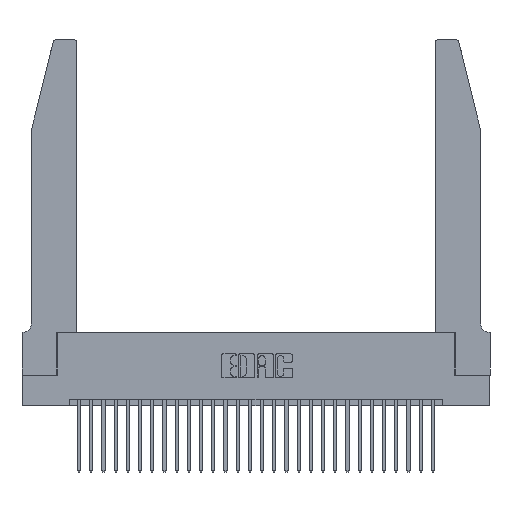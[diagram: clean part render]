
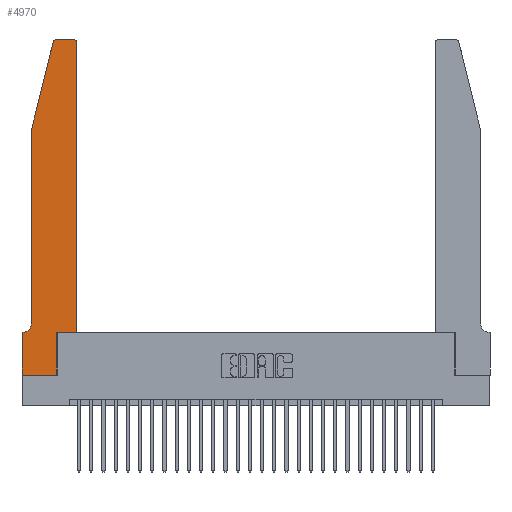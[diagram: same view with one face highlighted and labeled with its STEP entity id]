
A CAD part, top view. The second image highlights one B-rep face of the part: STEP entity #4970.
In plain terms, the highlighted planar face has unit normal (0, 0, 1).
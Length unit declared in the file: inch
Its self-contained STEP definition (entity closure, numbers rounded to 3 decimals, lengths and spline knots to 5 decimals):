
#28 = CARTESIAN_POINT ( 'NONE',  ( 0.2865, 0., 0.37 ) ) ;
#256 = DIRECTION ( 'NONE',  ( 0., 1., 0. ) ) ;
#460 = ORIENTED_EDGE ( 'NONE', *, *, #1143, .T. ) ;
#713 = CIRCLE ( 'NONE', #4664, 0.07 ) ;
#1110 = EDGE_LOOP ( 'NONE', ( #5912, #17576, #24333, #11037, #23580, #460, #17864, #28764, #7105, #19328, #12515, #18641 ) ) ;
#1143 = EDGE_CURVE ( 'NONE', #18305, #20130, #9497, .T. ) ;
#1778 = CARTESIAN_POINT ( 'NONE',  ( 0.4505, 2.72, 0.37 ) ) ;
#1920 = EDGE_CURVE ( 'NONE', #13916, #2694, #16674, .T. ) ;
#2694 = VERTEX_POINT ( 'NONE', #26504 ) ;
#2888 = VECTOR ( 'NONE', #15226, 39.37008 ) ;
#3394 = EDGE_CURVE ( 'NONE', #28575, #13916, #3899, .T. ) ;
#3635 = VERTEX_POINT ( 'NONE', #1778 ) ;
#3738 = VERTEX_POINT ( 'NONE', #28 ) ;
#3899 = CIRCLE ( 'NONE', #14245, 0.03 ) ;
#3933 = DIRECTION ( 'NONE',  ( -0.239, -0.971, 0. ) ) ;
#4189 = EDGE_CURVE ( 'NONE', #29355, #6422, #16827, .T. ) ;
#4353 = VERTEX_POINT ( 'NONE', #27182 ) ;
#4664 = AXIS2_PLACEMENT_3D ( 'NONE', #22345, #22148, #8300 ) ;
#4970 = ADVANCED_FACE ( 'NONE', ( #6681 ), #23372, .T. ) ;
#5287 = DIRECTION ( 'NONE',  ( 1., 0., 0. ) ) ;
#5570 = EDGE_CURVE ( 'NONE', #3738, #29355, #17521, .T. ) ;
#5912 = ORIENTED_EDGE ( 'NONE', *, *, #27984, .T. ) ;
#6422 = VERTEX_POINT ( 'NONE', #27164 ) ;
#6681 = FACE_OUTER_BOUND ( 'NONE', #1110, .T. ) ;
#6849 = CARTESIAN_POINT ( 'NONE',  ( 0.0755, 2., 0.37 ) ) ;
#6897 = DIRECTION ( 'NONE',  ( 1., 0., 0. ) ) ;
#7105 = ORIENTED_EDGE ( 'NONE', *, *, #5570, .T. ) ;
#7259 = DIRECTION ( 'NONE',  ( 0., 0., 1. ) ) ;
#7294 = CARTESIAN_POINT ( 'NONE',  ( 0., 0.35, 0.37 ) ) ;
#7953 = VECTOR ( 'NONE', #27834, 39.37008 ) ;
#8233 = EDGE_CURVE ( 'NONE', #4353, #3738, #16278, .T. ) ;
#8300 = DIRECTION ( 'NONE',  ( -1., 0., 0. ) ) ;
#9031 = CARTESIAN_POINT ( 'NONE',  ( 0.4205, 2.75, 0.37 ) ) ;
#9497 = LINE ( 'NONE', #15319, #10915 ) ;
#9942 = CIRCLE ( 'NONE', #20398, 0.03 ) ;
#10647 = CARTESIAN_POINT ( 'NONE',  ( 0.2865, 0.35, 0.37 ) ) ;
#10731 = DIRECTION ( 'NONE',  ( 1., 0., 0. ) ) ;
#10765 = CARTESIAN_POINT ( 'NONE',  ( 0.284, 2.75, 0.37 ) ) ;
#10915 = VECTOR ( 'NONE', #19748, 39.37008 ) ;
#10920 = VECTOR ( 'NONE', #13515, 39.37008 ) ;
#10942 = DIRECTION ( 'NONE',  ( 0., 1., 0. ) ) ;
#11029 = CARTESIAN_POINT ( 'NONE',  ( 0.0755, 0.42, 0.37 ) ) ;
#11037 = ORIENTED_EDGE ( 'NONE', *, *, #11984, .T. ) ;
#11984 = EDGE_CURVE ( 'NONE', #2694, #19460, #25021, .T. ) ;
#12273 = CARTESIAN_POINT ( 'NONE',  ( 0.4205, 2.72, 0.37 ) ) ;
#12515 = ORIENTED_EDGE ( 'NONE', *, *, #20821, .T. ) ;
#12635 = VECTOR ( 'NONE', #256, 39.37008 ) ;
#12986 = AXIS2_PLACEMENT_3D ( 'NONE', #7294, #23653, #14155 ) ;
#13354 = LINE ( 'NONE', #25656, #12635 ) ;
#13515 = DIRECTION ( 'NONE',  ( 0., -1., 0. ) ) ;
#13916 = VERTEX_POINT ( 'NONE', #18941 ) ;
#14112 = LINE ( 'NONE', #18853, #7953 ) ;
#14155 = DIRECTION ( 'NONE',  ( 1., 0., 0. ) ) ;
#14225 = CARTESIAN_POINT ( 'NONE',  ( 0., 0.35, 0.37 ) ) ;
#14245 = AXIS2_PLACEMENT_3D ( 'NONE', #16270, #7259, #16447 ) ;
#14593 = DIRECTION ( 'NONE',  ( 0., 0., 1. ) ) ;
#15226 = DIRECTION ( 'NONE',  ( 0., -1., 0. ) ) ;
#15319 = CARTESIAN_POINT ( 'NONE',  ( 0.0755, 0.35, 0.37 ) ) ;
#15924 = VECTOR ( 'NONE', #6897, 39.37008 ) ;
#16270 = CARTESIAN_POINT ( 'NONE',  ( 0.284, 2.72, 0.37 ) ) ;
#16278 = LINE ( 'NONE', #21016, #15924 ) ;
#16305 = VECTOR ( 'NONE', #3933, 39.37008 ) ;
#16447 = DIRECTION ( 'NONE',  ( 1., 0., 0. ) ) ;
#16674 = LINE ( 'NONE', #20413, #16305 ) ;
#16827 = LINE ( 'NONE', #19936, #24438 ) ;
#17521 = LINE ( 'NONE', #10647, #24748 ) ;
#17576 = ORIENTED_EDGE ( 'NONE', *, *, #3394, .T. ) ;
#17681 = VERTEX_POINT ( 'NONE', #9031 ) ;
#17864 = ORIENTED_EDGE ( 'NONE', *, *, #20457, .T. ) ;
#18223 = EDGE_CURVE ( 'NONE', #19460, #18305, #713, .T. ) ;
#18305 = VERTEX_POINT ( 'NONE', #23055 ) ;
#18641 = ORIENTED_EDGE ( 'NONE', *, *, #23582, .T. ) ;
#18853 = CARTESIAN_POINT ( 'NONE',  ( 0.2605, 2.75, 0.37 ) ) ;
#18941 = CARTESIAN_POINT ( 'NONE',  ( 0.25487, 2.72718, 0.37 ) ) ;
#19328 = ORIENTED_EDGE ( 'NONE', *, *, #4189, .T. ) ;
#19460 = VERTEX_POINT ( 'NONE', #11029 ) ;
#19748 = DIRECTION ( 'NONE',  ( -1., 0., 0. ) ) ;
#19865 = CARTESIAN_POINT ( 'NONE',  ( 0., 0., 0.37 ) ) ;
#19936 = CARTESIAN_POINT ( 'NONE',  ( 0.4505, 0.35, 0.37 ) ) ;
#20130 = VERTEX_POINT ( 'NONE', #14225 ) ;
#20398 = AXIS2_PLACEMENT_3D ( 'NONE', #12273, #14593, #5287 ) ;
#20413 = CARTESIAN_POINT ( 'NONE',  ( 0.0755, 2., 0.37 ) ) ;
#20457 = EDGE_CURVE ( 'NONE', #20130, #4353, #25322, .T. ) ;
#20821 = EDGE_CURVE ( 'NONE', #6422, #3635, #13354, .T. ) ;
#21016 = CARTESIAN_POINT ( 'NONE',  ( 0., 0., 0.37 ) ) ;
#22148 = DIRECTION ( 'NONE',  ( 0., 0., -1. ) ) ;
#22345 = CARTESIAN_POINT ( 'NONE',  ( 0.0055, 0.42, 0.37 ) ) ;
#23055 = CARTESIAN_POINT ( 'NONE',  ( 0.0055, 0.35, 0.37 ) ) ;
#23372 = PLANE ( 'NONE',  #12986 ) ;
#23580 = ORIENTED_EDGE ( 'NONE', *, *, #18223, .T. ) ;
#23582 = EDGE_CURVE ( 'NONE', #3635, #17681, #9942, .T. ) ;
#23653 = DIRECTION ( 'NONE',  ( 0., 0., 1. ) ) ;
#24333 = ORIENTED_EDGE ( 'NONE', *, *, #1920, .T. ) ;
#24438 = VECTOR ( 'NONE', #10731, 39.37008 ) ;
#24748 = VECTOR ( 'NONE', #10942, 39.37008 ) ;
#25021 = LINE ( 'NONE', #6849, #10920 ) ;
#25322 = LINE ( 'NONE', #19865, #2888 ) ;
#25656 = CARTESIAN_POINT ( 'NONE',  ( 0.4505, 0.35, 0.37 ) ) ;
#26504 = CARTESIAN_POINT ( 'NONE',  ( 0.0755, 2., 0.37 ) ) ;
#27164 = CARTESIAN_POINT ( 'NONE',  ( 0.4505, 0.35, 0.37 ) ) ;
#27182 = CARTESIAN_POINT ( 'NONE',  ( 0., 0., 0.37 ) ) ;
#27834 = DIRECTION ( 'NONE',  ( -1., 0., 0. ) ) ;
#27984 = EDGE_CURVE ( 'NONE', #17681, #28575, #14112, .T. ) ;
#27992 = CARTESIAN_POINT ( 'NONE',  ( 0.2865, 0.35, 0.37 ) ) ;
#28575 = VERTEX_POINT ( 'NONE', #10765 ) ;
#28764 = ORIENTED_EDGE ( 'NONE', *, *, #8233, .T. ) ;
#29355 = VERTEX_POINT ( 'NONE', #27992 ) ;
